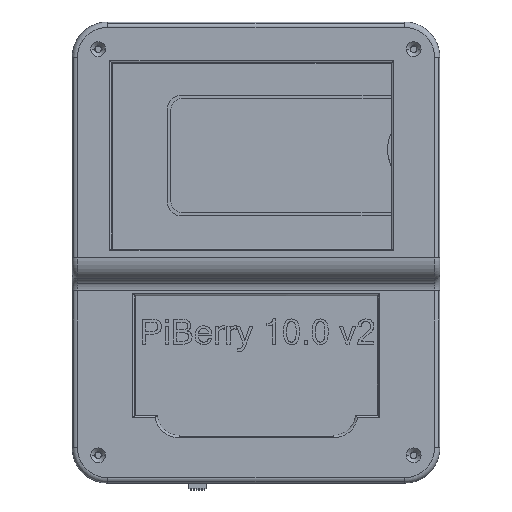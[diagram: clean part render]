
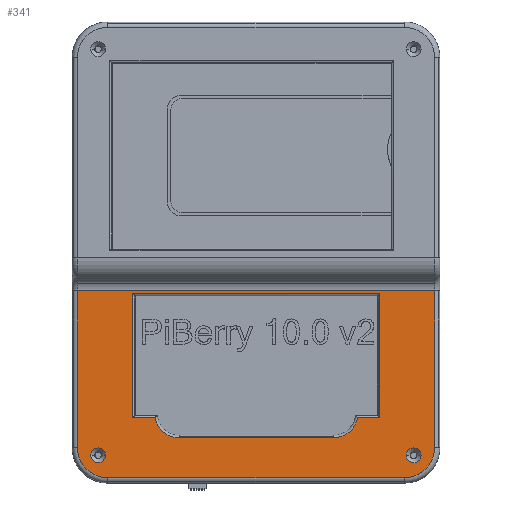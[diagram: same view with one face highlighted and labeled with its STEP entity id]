
A CAD part, top view. The second image highlights one B-rep face of the part: STEP entity #341.
In plain terms, the highlighted planar face has unit normal (0, 0, 1).
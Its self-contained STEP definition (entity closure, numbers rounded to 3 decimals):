
#341=ADVANCED_FACE('145:154',(#1112,#1113,#1114,#1115),#1116,.T.);
#1112=FACE_OUTER_BOUND('',#2337,.T.);
#1113=FACE_BOUND('',#2338,.T.);
#1114=FACE_BOUND('',#2339,.T.);
#1115=FACE_BOUND('',#2340,.T.);
#1116=PLANE('',#2341);
#2337=EDGE_LOOP('',(#4657,#4658,#4659,#4660,#4661,#4662));
#2338=EDGE_LOOP('',(#4663,#4664,#4665));
#2339=EDGE_LOOP('',(#4666,#4667,#4668));
#2340=EDGE_LOOP('',(#4669,#4670,#4671,#4672,#4673,#4674,#4675,#4676));
#2341=AXIS2_PLACEMENT_3D('',#4677,#4678,#4679);
#4657=ORIENTED_EDGE('',*,*,#8695,.F.);
#4658=ORIENTED_EDGE('',*,*,#8692,.F.);
#4659=ORIENTED_EDGE('',*,*,#8689,.F.);
#4660=ORIENTED_EDGE('',*,*,#8688,.F.);
#4661=ORIENTED_EDGE('',*,*,#8685,.F.);
#4662=ORIENTED_EDGE('',*,*,#8228,.F.);
#4663=ORIENTED_EDGE('',*,*,#8704,.T.);
#4664=ORIENTED_EDGE('',*,*,#8250,.T.);
#4665=ORIENTED_EDGE('',*,*,#8705,.T.);
#4666=ORIENTED_EDGE('',*,*,#8717,.T.);
#4667=ORIENTED_EDGE('',*,*,#8232,.T.);
#4668=ORIENTED_EDGE('',*,*,#8718,.T.);
#4669=ORIENTED_EDGE('',*,*,#8292,.F.);
#4670=ORIENTED_EDGE('',*,*,#8678,.F.);
#4671=ORIENTED_EDGE('',*,*,#8676,.T.);
#4672=ORIENTED_EDGE('',*,*,#8284,.F.);
#4673=ORIENTED_EDGE('',*,*,#8675,.F.);
#4674=ORIENTED_EDGE('',*,*,#8722,.F.);
#4675=ORIENTED_EDGE('',*,*,#8723,.F.);
#4676=ORIENTED_EDGE('',*,*,#8720,.F.);
#4677=CARTESIAN_POINT('',(41.5,-68.266,6.07));
#4678=DIRECTION('',(0.0,0.0,1.0));
#4679=DIRECTION('',(-1.0,0.,0.0));
#8228=EDGE_CURVE('145:9185',#9807,#9809,#9810,.T.);
#8232=EDGE_CURVE('144:5809',#9812,#9814,#9816,.T.);
#8250=EDGE_CURVE('144:5812',#9844,#9848,#9850,.T.);
#8284=EDGE_CURVE('144:5716',#9914,#9916,#9917,.T.);
#8292=EDGE_CURVE('144:5734',#9928,#9930,#9931,.T.);
#8675=EDGE_CURVE('144:5710',#10558,#9914,#10560,.T.);
#8676=EDGE_CURVE('144:5722',#10561,#9916,#10562,.T.);
#8678=EDGE_CURVE('144:5728',#10561,#9928,#10564,.T.);
#8685=EDGE_CURVE('146:187',#9809,#10572,#10573,.T.);
#8688=EDGE_CURVE('146:178',#10572,#10575,#10577,.T.);
#8689=EDGE_CURVE('146:172',#10575,#10578,#10579,.T.);
#8692=EDGE_CURVE('146:166',#10578,#10581,#10583,.T.);
#8695=EDGE_CURVE('146:163',#10581,#9807,#10586,.T.);
#8704=EDGE_CURVE('144:5812',#10596,#9844,#10597,.T.);
#8705=EDGE_CURVE('144:5812',#9848,#10596,#10598,.T.);
#8717=EDGE_CURVE('144:5809',#10612,#9812,#10613,.T.);
#8718=EDGE_CURVE('144:5809',#9814,#10612,#10614,.T.);
#8720=EDGE_CURVE('144:5692',#9930,#10616,#10617,.T.);
#8722=EDGE_CURVE('144:5707',#10619,#10558,#10620,.T.);
#8723=EDGE_CURVE('144:5698',#10616,#10619,#10621,.T.);
#9807=VERTEX_POINT('',#12375);
#9809=VERTEX_POINT('',#12377);
#9810=LINE('',#12378,#12379);
#9812=VERTEX_POINT('',#12381);
#9814=VERTEX_POINT('',#12384);
#9816=CIRCLE('',#12387,2.1);
#9844=VERTEX_POINT('',#12423);
#9848=VERTEX_POINT('',#12428);
#9850=CIRCLE('',#12431,2.1);
#9914=VERTEX_POINT('',#12512);
#9916=VERTEX_POINT('',#12514);
#9917=LINE('',#12515,#12516);
#9928=VERTEX_POINT('',#12543);
#9930=VERTEX_POINT('',#12545);
#9931=LINE('',#12546,#12547);
#10558=VERTEX_POINT('',#13485);
#10560=LINE('',#13500,#13501);
#10561=VERTEX_POINT('',#13502);
#10562=LINE('',#13503,#13504);
#10564=LINE('',#13506,#13507);
#10572=VERTEX_POINT('',#13515);
#10573=LINE('',#13516,#13517);
#10575=VERTEX_POINT('',#13519);
#10577=CIRCLE('',#13521,8.5);
#10578=VERTEX_POINT('',#13522);
#10579=LINE('',#13523,#13524);
#10581=VERTEX_POINT('',#13526);
#10583=CIRCLE('',#13528,8.5);
#10586=LINE('',#13531,#13532);
#10596=VERTEX_POINT('',#13542);
#10597=CIRCLE('',#13543,2.1);
#10598=CIRCLE('',#13544,2.1);
#10612=VERTEX_POINT('',#13559);
#10613=CIRCLE('',#13560,2.1);
#10614=CIRCLE('',#13561,2.1);
#10616=VERTEX_POINT('',#13563);
#10617=CIRCLE('',#13564,6.984);
#10619=VERTEX_POINT('',#13566);
#10620=CIRCLE('',#13567,6.986);
#10621=LINE('',#13568,#13569);
#12375=CARTESIAN_POINT('',(-9.,-73.03,6.07));
#12377=CARTESIAN_POINT('',(92.,-73.03,6.07));
#12378=CARTESIAN_POINT('',(41.5,-73.03,6.07));
#12379=VECTOR('',#16388,1.0);
#12381=CARTESIAN_POINT('',(83.975,-119.55,6.07));
#12384=CARTESIAN_POINT('',(88.175,-119.55,6.07));
#12387=AXIS2_PLACEMENT_3D('',#16394,#16395,#16396);
#12423=CARTESIAN_POINT('',(-5.25,-119.55,6.07));
#12428=CARTESIAN_POINT('',(-1.05,-119.55,6.07));
#12431=AXIS2_PLACEMENT_3D('',#16428,#16429,#16430);
#12512=CARTESIAN_POINT('',(76.564,-108.875,6.07));
#12514=CARTESIAN_POINT('',(76.564,-73.707,6.07));
#12515=CARTESIAN_POINT('',(76.564,-80.692,6.07));
#12516=VECTOR('',#16496,1.0);
#12543=CARTESIAN_POINT('',(6.615,-108.875,6.07));
#12545=CARTESIAN_POINT('',(12.931,-108.875,6.07));
#12546=CARTESIAN_POINT('',(24.494,-108.875,6.07));
#12547=VECTOR('',#16509,1.0);
#13485=CARTESIAN_POINT('',(70.269,-108.875,6.07));
#13500=CARTESIAN_POINT('',(57.234,-108.875,6.07));
#13501=VECTOR('',#17077,1.0);
#13502=CARTESIAN_POINT('',(6.615,-73.707,6.07));
#13503=CARTESIAN_POINT('',(41.55,-73.707,6.07));
#13504=VECTOR('',#17078,1.0);
#13506=CARTESIAN_POINT('',(6.615,-80.692,6.07));
#13507=VECTOR('',#17082,1.0);
#13515=CARTESIAN_POINT('',(92.,-117.396,6.07));
#13516=CARTESIAN_POINT('',(92.,-70.333,6.07));
#13517=VECTOR('',#17101,1.0);
#13519=CARTESIAN_POINT('',(83.5,-125.896,6.07));
#13521=AXIS2_PLACEMENT_3D('',#17108,#17109,#17110);
#13522=CARTESIAN_POINT('',(-0.5,-125.896,6.07));
#13523=CARTESIAN_POINT('',(41.55,-125.896,6.07));
#13524=VECTOR('',#17111,1.0);
#13526=CARTESIAN_POINT('',(-9.,-117.396,6.07));
#13528=AXIS2_PLACEMENT_3D('',#17118,#17119,#17120);
#13531=CARTESIAN_POINT('',(-9.,-70.333,6.07));
#13532=VECTOR('',#17127,1.0);
#13542=CARTESIAN_POINT('',(-2.015,-121.317,6.07));
#13543=AXIS2_PLACEMENT_3D('',#17152,#17153,#17154);
#13544=AXIS2_PLACEMENT_3D('',#17155,#17156,#17157);
#13559=CARTESIAN_POINT('',(84.029,-120.025,6.07));
#13560=AXIS2_PLACEMENT_3D('',#17189,#17190,#17191);
#13561=AXIS2_PLACEMENT_3D('',#17192,#17193,#17194);
#13563=CARTESIAN_POINT('',(19.802,-114.609,6.07));
#13564=AXIS2_PLACEMENT_3D('',#17198,#17199,#17200);
#13566=CARTESIAN_POINT('',(63.396,-114.609,6.07));
#13567=AXIS2_PLACEMENT_3D('',#17204,#17205,#17206);
#13568=CARTESIAN_POINT('',(41.55,-114.609,6.07));
#13569=VECTOR('',#17207,1.0);
#16388=DIRECTION('',(1.0,0.0,0.0));
#16394=CARTESIAN_POINT('',(86.075,-119.55,6.07));
#16395=DIRECTION('',(-0.0,0.0,-1.0));
#16396=DIRECTION('',(-1.0,0.0,0.0));
#16428=CARTESIAN_POINT('',(-3.15,-119.55,6.07));
#16429=DIRECTION('',(-0.0,0.0,-1.0));
#16430=DIRECTION('',(-1.0,0.,0.0));
#16496=DIRECTION('',(0.0,1.0,0.0));
#16509=DIRECTION('',(1.0,0.0,0.0));
#17077=DIRECTION('',(1.0,0.0,0.0));
#17078=DIRECTION('',(1.0,0.0,0.0));
#17082=DIRECTION('',(-0.0,-1.0,-0.0));
#17101=DIRECTION('',(-0.0,-1.0,-0.0));
#17108=CARTESIAN_POINT('',(83.5,-117.396,6.07));
#17109=DIRECTION('',(0.0,-0.0,-1.0));
#17110=DIRECTION('',(0.707,-0.707,0.0));
#17111=DIRECTION('',(-1.0,0.,0.0));
#17118=CARTESIAN_POINT('',(-0.5,-117.396,6.07));
#17119=DIRECTION('',(-0.0,0.0,-1.0));
#17120=DIRECTION('',(-0.707,-0.707,0.0));
#17127=DIRECTION('',(-0.0,1.0,-0.0));
#17152=CARTESIAN_POINT('',(-3.15,-119.55,6.07));
#17153=DIRECTION('',(-0.0,0.0,-1.0));
#17154=DIRECTION('',(-1.0,0.,0.0));
#17155=CARTESIAN_POINT('',(-3.15,-119.55,6.07));
#17156=DIRECTION('',(-0.0,0.0,-1.0));
#17157=DIRECTION('',(-1.0,0.,0.0));
#17189=CARTESIAN_POINT('',(86.075,-119.55,6.07));
#17190=DIRECTION('',(-0.0,0.0,-1.0));
#17191=DIRECTION('',(-1.0,0.0,0.0));
#17192=CARTESIAN_POINT('',(86.075,-119.55,6.07));
#17193=DIRECTION('',(-0.0,0.0,-1.0));
#17194=DIRECTION('',(-1.0,0.0,0.0));
#17198=CARTESIAN_POINT('',(19.802,-107.626,6.07));
#17199=DIRECTION('',(0.0,-0.0,1.0));
#17200=DIRECTION('',(0.,1.0,0.0));
#17204=CARTESIAN_POINT('',(63.396,-107.624,6.07));
#17205=DIRECTION('',(0.0,-0.0,1.0));
#17206=DIRECTION('',(0.,1.0,0.0));
#17207=DIRECTION('',(1.0,0.,0.0));
